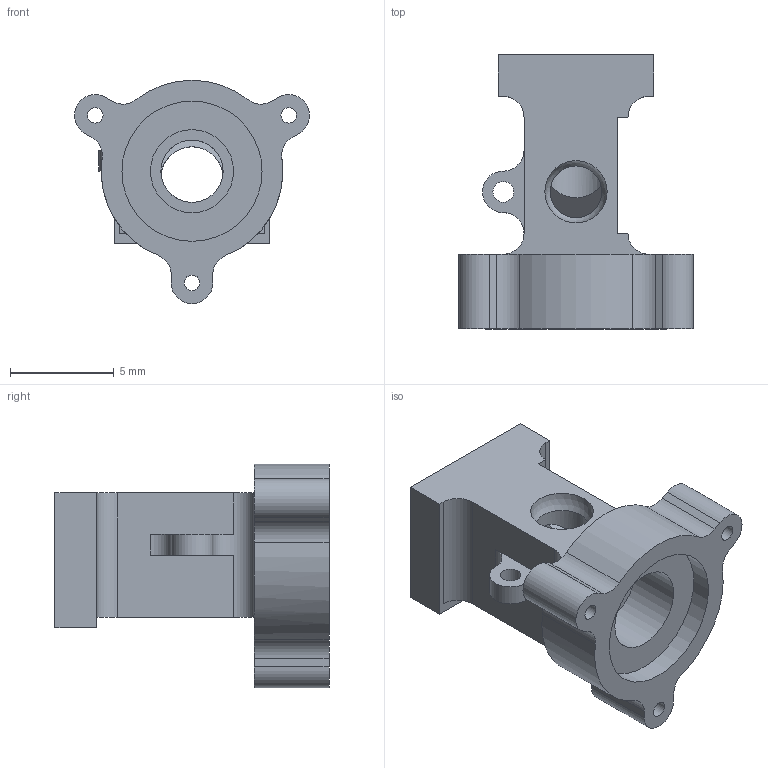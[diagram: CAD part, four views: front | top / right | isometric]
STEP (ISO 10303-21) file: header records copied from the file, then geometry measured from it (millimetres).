
FILE_DESCRIPTION(/* description */ (''),/* implementation_level */ '2;1');
FILE_NAME(/* name */ 'Miniscope_v4_Emission.step',/* time_stamp */ '2020-05-28T20:36:58-07:00',/* author */ (''),/* organization */ (''),/* preprocessor_version */ 'ST-DEVELOPER v18',/* originating_system */ 'Autodesk Translation Framework v8.12.0.6',/* authorisation */ '');
FILE_SCHEMA (('AUTOMOTIVE_DESIGN { 1 0 10303 214 3 1 1 }'));
Length unit declared in the file: millimetre
Products named in the file (1): Miniscope_v4_Emission
Bounding box: 11.32 x 13.2 x 10.76 mm (x, y, z)
Volume: 367 mm3; surface area: 751.4 mm2
Topology: 1 solids, 1 shells, 80 faces, 224 edges, 150 vertices
Faces by surface type: plane 41, cylinder 38, sphere 1
Full cylindrical faces by diameter (mm): 0.75 x4, 1 x1, 2.5 x1, 3 x2, 4 x1, 6.75 x1
Entity records: 2751 total; most frequent: CARTESIAN_POINT 547, DIRECTION 463, ORIENTED_EDGE 448, EDGE_CURVE 224, AXIS2_PLACEMENT_3D 165, VERTEX_POINT 150, LINE 133, VECTOR 133
